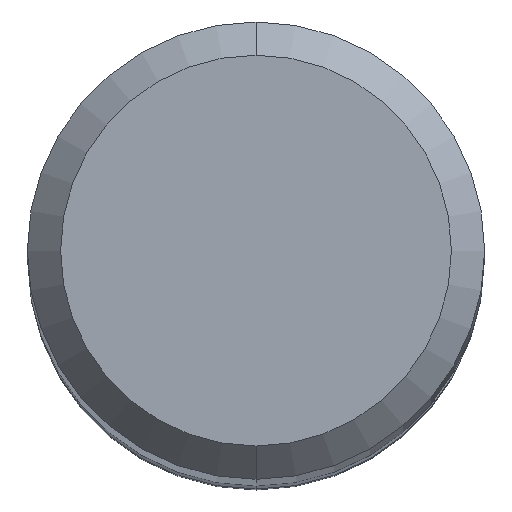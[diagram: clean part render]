
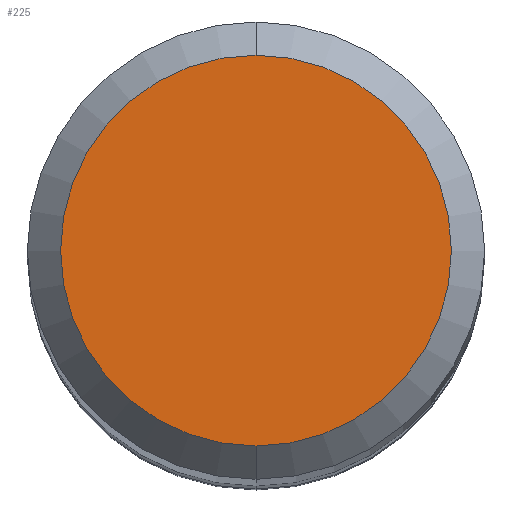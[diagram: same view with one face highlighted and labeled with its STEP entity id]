
A CAD part, top view. The second image highlights one B-rep face of the part: STEP entity #225.
In plain terms, the highlighted planar face has unit normal (0, 0, 1).
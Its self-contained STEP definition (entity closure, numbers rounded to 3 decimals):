
#225=ADVANCED_FACE('',(#464),#465,.T.);
#239=VERTEX_POINT('',#479);
#245=EDGE_CURVE('',#239,#267,#486,.T.);
#267=VERTEX_POINT('',#512);
#331=EDGE_CURVE('',#267,#239,#586,.T.);
#464=FACE_OUTER_BOUND('',#750,.T.);
#465=PLANE('',#751);
#479=CARTESIAN_POINT('',(0.,-2.35,0.0));
#486=CIRCLE('',#780,2.35);
#512=CARTESIAN_POINT('',(0.0,2.35,0.0));
#586=CIRCLE('',#902,2.35);
#750=EDGE_LOOP('',(#1032,#1033));
#751=AXIS2_PLACEMENT_3D('',#1034,#1035,#1036);
#780=AXIS2_PLACEMENT_3D('',#1051,#1052,#1053);
#902=AXIS2_PLACEMENT_3D('',#1193,#1194,#1195);
#1032=ORIENTED_EDGE('',*,*,#331,.F.);
#1033=ORIENTED_EDGE('',*,*,#245,.F.);
#1034=CARTESIAN_POINT('',(0.0,1.175,0.0));
#1035=DIRECTION('',(-0.0,0.0,1.0));
#1036=DIRECTION('',(0.0,-1.0,0.0));
#1051=CARTESIAN_POINT('',(0.0,0.0,0.0));
#1052=DIRECTION('',(0.0,0.0,-1.0));
#1053=DIRECTION('',(0.0,1.0,0.0));
#1193=CARTESIAN_POINT('',(0.0,0.0,0.0));
#1194=DIRECTION('',(0.0,0.0,-1.0));
#1195=DIRECTION('',(0.0,1.0,0.0));
